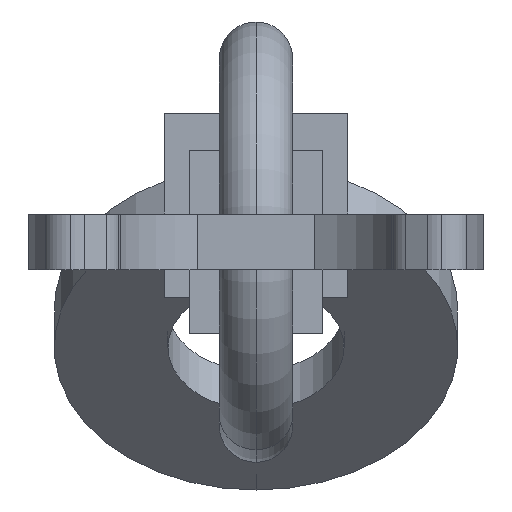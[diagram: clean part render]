
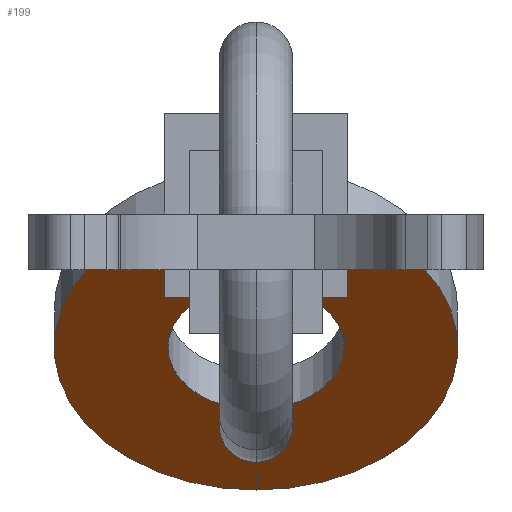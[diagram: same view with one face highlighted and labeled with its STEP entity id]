
A CAD part, left-side view. The second image highlights one B-rep face of the part: STEP entity #199.
In plain terms, the highlighted planar face has unit normal (-0.707, 0, -0.707).
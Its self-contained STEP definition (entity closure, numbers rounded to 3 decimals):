
#199=ADVANCED_FACE('',(#445,#446),#447,.T.);
#217=VERTEX_POINT('',#473);
#225=VERTEX_POINT('',#481);
#229=EDGE_CURVE('',#217,#225,#485,.T.);
#231=VERTEX_POINT('',#487);
#237=VERTEX_POINT('',#493);
#239=EDGE_CURVE('',#237,#231,#495,.T.);
#249=EDGE_CURVE('',#231,#237,#505,.T.);
#251=VERTEX_POINT('',#507);
#253=EDGE_CURVE('',#251,#217,#509,.T.);
#261=VERTEX_POINT('',#517);
#263=EDGE_CURVE('',#261,#251,#519,.T.);
#287=VERTEX_POINT('',#543);
#289=EDGE_CURVE('',#225,#287,#545,.T.);
#291=EDGE_CURVE('',#261,#287,#547,.T.);
#445=FACE_OUTER_BOUND('',#694,.T.);
#446=FACE_BOUND('',#695,.T.);
#447=PLANE('',#696);
#473=CARTESIAN_POINT('',(202.828,0.,-6.753));
#481=CARTESIAN_POINT('',(195.475,-2.5,0.6));
#485=CIRCLE('',#740,5.5);
#487=CARTESIAN_POINT('',(200.636,0.,-4.561));
#493=CARTESIAN_POINT('',(197.242,0.,-1.167));
#495=CIRCLE('',#753,2.4);
#505=CIRCLE('',#768,2.4);
#507=CARTESIAN_POINT('',(195.475,2.5,0.6));
#509=CIRCLE('',#773,5.5);
#517=CARTESIAN_POINT('',(193.328,2.5,2.747));
#519=LINE('',#787,#788);
#543=CARTESIAN_POINT('',(193.328,-2.5,2.747));
#545=LINE('',#827,#828);
#547=LINE('',#831,#832);
#694=EDGE_LOOP('',(#1190,#1191,#1192,#1193,#1194));
#695=EDGE_LOOP('',(#1195,#1196));
#696=AXIS2_PLACEMENT_3D('',#1197,#1198,#1199);
#740=AXIS2_PLACEMENT_3D('',#1268,#1269,#1270);
#753=AXIS2_PLACEMENT_3D('',#1272,#1273,#1274);
#768=AXIS2_PLACEMENT_3D('',#1282,#1283,#1284);
#773=AXIS2_PLACEMENT_3D('',#1285,#1286,#1287);
#787=CARTESIAN_POINT('',(198.939,2.5,-2.864));
#788=VECTOR('',#1292,1.0);
#827=CARTESIAN_POINT('',(198.939,-2.5,-2.864));
#828=VECTOR('',#1299,1.0);
#831=CARTESIAN_POINT('',(193.328,-2.5,2.747));
#832=VECTOR('',#1300,1.0);
#1190=ORIENTED_EDGE('',*,*,#289,.T.);
#1191=ORIENTED_EDGE('',*,*,#291,.F.);
#1192=ORIENTED_EDGE('',*,*,#263,.T.);
#1193=ORIENTED_EDGE('',*,*,#253,.T.);
#1194=ORIENTED_EDGE('',*,*,#229,.T.);
#1195=ORIENTED_EDGE('',*,*,#239,.T.);
#1196=ORIENTED_EDGE('',*,*,#249,.T.);
#1197=CARTESIAN_POINT('',(193.328,-2.5,2.747));
#1198=DIRECTION('',(-0.707,0.,-0.707));
#1199=DIRECTION('',(0.0,1.0,0.));
#1268=CARTESIAN_POINT('',(198.939,0.,-2.864));
#1269=DIRECTION('',(-0.707,0.,-0.707));
#1270=DIRECTION('',(0.707,0.,-0.707));
#1272=CARTESIAN_POINT('',(198.939,0.,-2.864));
#1273=DIRECTION('',(0.707,0.,0.707));
#1274=DIRECTION('',(0.707,0.,-0.707));
#1282=CARTESIAN_POINT('',(198.939,0.,-2.864));
#1283=DIRECTION('',(0.707,0.,0.707));
#1284=DIRECTION('',(0.707,0.,-0.707));
#1285=CARTESIAN_POINT('',(198.939,0.,-2.864));
#1286=DIRECTION('',(-0.707,0.,-0.707));
#1287=DIRECTION('',(0.707,0.,-0.707));
#1292=DIRECTION('',(0.707,0.,-0.707));
#1299=DIRECTION('',(-0.707,0.,0.707));
#1300=DIRECTION('',(0.0,-1.0,0.));
